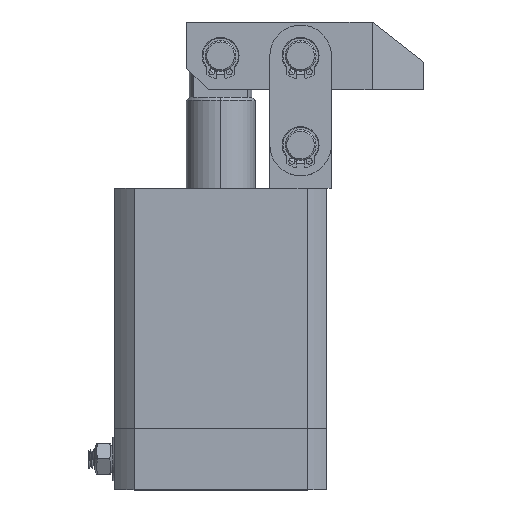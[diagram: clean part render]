
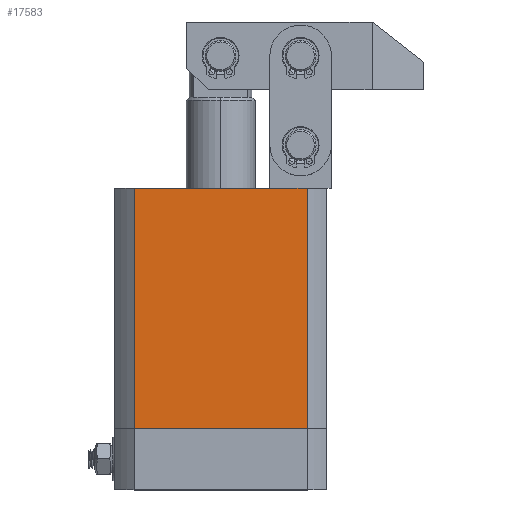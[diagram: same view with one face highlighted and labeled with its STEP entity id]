
A CAD part, top view. The second image highlights one B-rep face of the part: STEP entity #17583.
In plain terms, the highlighted planar face has unit normal (0, 0, 1).
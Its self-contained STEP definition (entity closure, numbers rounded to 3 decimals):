
#5287 = DIRECTION ( 'NONE',  ( 0., -1., 0. ) ) ;
#6262 = CARTESIAN_POINT ( 'NONE',  ( -28.089, 0., 34.515 ) ) ;
#7151 = VECTOR ( 'NONE', #28575, 1000. ) ;
#7590 = VERTEX_POINT ( 'NONE', #17151 ) ;
#8132 = LINE ( 'NONE', #39173, #36673 ) ;
#8337 = LINE ( 'NONE', #6262, #7151 ) ;
#8820 = CARTESIAN_POINT ( 'NONE',  ( -28.089, 78., 34.515 ) ) ;
#9330 = DIRECTION ( 'NONE',  ( 0., 0., 1. ) ) ;
#11209 = EDGE_CURVE ( 'NONE', #21151, #7590, #32457, .T. ) ;
#12132 = FACE_OUTER_BOUND ( 'NONE', #29036, .T. ) ;
#15482 = ORIENTED_EDGE ( 'NONE', *, *, #11209, .F. ) ;
#16518 = PLANE ( 'NONE',  #17353 ) ;
#17151 = CARTESIAN_POINT ( 'NONE',  ( 28.089, 0., 34.515 ) ) ;
#17353 = AXIS2_PLACEMENT_3D ( 'NONE', #31617, #9330, #35403 ) ;
#17583 = ADVANCED_FACE ( 'NONE', ( #12132 ), #16518, .T. ) ;
#18326 = ORIENTED_EDGE ( 'NONE', *, *, #35923, .F. ) ;
#20126 = CARTESIAN_POINT ( 'NONE',  ( 28.089, 0., 34.515 ) ) ;
#20132 = CARTESIAN_POINT ( 'NONE',  ( 28.089, 78., 34.515 ) ) ;
#20341 = DIRECTION ( 'NONE',  ( 1., 0., 0. ) ) ;
#21151 = VERTEX_POINT ( 'NONE', #20132 ) ;
#22553 = VECTOR ( 'NONE', #5287, 1000. ) ;
#23896 = VERTEX_POINT ( 'NONE', #35770 ) ;
#24039 = CARTESIAN_POINT ( 'NONE',  ( 0., 0., 34.515 ) ) ;
#26597 = ORIENTED_EDGE ( 'NONE', *, *, #34199, .T. ) ;
#28495 = VECTOR ( 'NONE', #20341, 1000. ) ;
#28575 = DIRECTION ( 'NONE',  ( 0., -1., 0. ) ) ;
#29036 = EDGE_LOOP ( 'NONE', ( #15482, #18326, #26597, #42429 ) ) ;
#31617 = CARTESIAN_POINT ( 'NONE',  ( -28.089, 0., 34.515 ) ) ;
#32457 = LINE ( 'NONE', #20126, #22553 ) ;
#34199 = EDGE_CURVE ( 'NONE', #38115, #23896, #8337, .T. ) ;
#35403 = DIRECTION ( 'NONE',  ( 1., 0., 0. ) ) ;
#35770 = CARTESIAN_POINT ( 'NONE',  ( -28.089, 0., 34.515 ) ) ;
#35923 = EDGE_CURVE ( 'NONE', #38115, #21151, #8132, .T. ) ;
#36673 = VECTOR ( 'NONE', #39332, 1000. ) ;
#38115 = VERTEX_POINT ( 'NONE', #8820 ) ;
#39173 = CARTESIAN_POINT ( 'NONE',  ( 0., 78., 34.515 ) ) ;
#39332 = DIRECTION ( 'NONE',  ( 1., 0., 0. ) ) ;
#42429 = ORIENTED_EDGE ( 'NONE', *, *, #46295, .T. ) ;
#46295 = EDGE_CURVE ( 'NONE', #23896, #7590, #48380, .T. ) ;
#48380 = LINE ( 'NONE', #24039, #28495 ) ;
